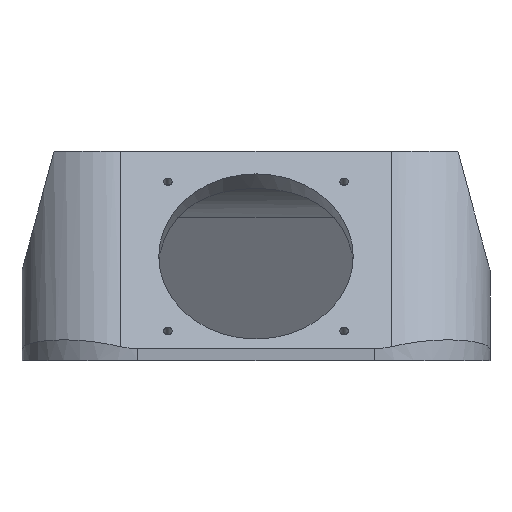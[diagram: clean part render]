
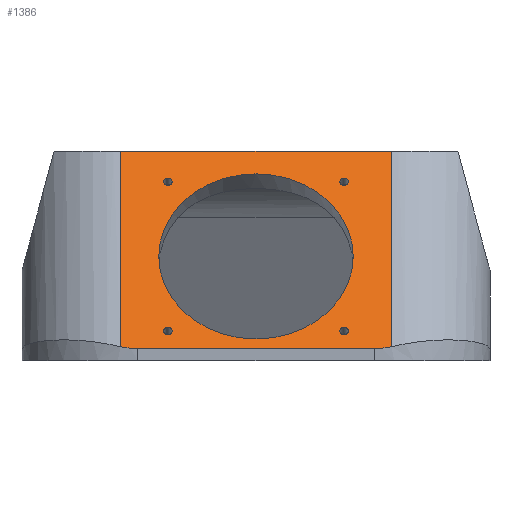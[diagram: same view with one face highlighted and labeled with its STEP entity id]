
A CAD part, front view. The second image highlights one B-rep face of the part: STEP entity #1386.
In plain terms, the highlighted planar face has unit normal (0, -0.849, 0.529).
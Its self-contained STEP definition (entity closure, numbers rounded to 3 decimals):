
#173=CARTESIAN_POINT('Vertex',(142.,-109.476,0.68)) ;
#177=CARTESIAN_POINT('Control Point',(138.064,-109.9,0.)) ;
#178=CARTESIAN_POINT('Control Point',(139.394,-109.813,0.139)) ;
#179=CARTESIAN_POINT('Control Point',(140.711,-109.67,0.369)) ;
#180=CARTESIAN_POINT('Control Point',(142.,-109.476,0.68)) ;
#181=CARTESIAN_POINT('Vertex',(138.064,-109.9,0.)) ;
#246=CARTESIAN_POINT('Vertex',(35.936,-109.9,0.)) ;
#250=CARTESIAN_POINT('Control Point',(35.936,-109.9,0.)) ;
#251=CARTESIAN_POINT('Control Point',(34.606,-109.813,0.139)) ;
#252=CARTESIAN_POINT('Control Point',(33.289,-109.67,0.369)) ;
#253=CARTESIAN_POINT('Control Point',(32.,-109.476,0.68)) ;
#254=CARTESIAN_POINT('Vertex',(32.,-109.476,0.68)) ;
#1248=CARTESIAN_POINT('Vertex',(142.,-60.,80.)) ;
#1251=CARTESIAN_POINT('Line Origine',(142.,-84.95,40.)) ;
#1266=CARTESIAN_POINT('Axis2P3D Location',(0.,-60.,80.)) ;
#1271=CARTESIAN_POINT('Line Origine',(87.,-60.,80.)) ;
#1275=CARTESIAN_POINT('Vertex',(32.,-60.,80.)) ;
#1278=CARTESIAN_POINT('Line Origine',(32.,-84.738,40.34)) ;
#1283=CARTESIAN_POINT('Line Origine',(87.,-109.9,0.)) ;
#1296=CARTESIAN_POINT('Axis2P3D Location',(87.,-86.614,37.333)) ;
#1300=CARTESIAN_POINT('Vertex',(126.5,-86.614,37.333)) ;
#1302=CARTESIAN_POINT('Vertex',(47.5,-86.614,37.333)) ;
#1305=CARTESIAN_POINT('Axis2P3D Location',(87.,-86.614,37.333)) ;
#1314=CARTESIAN_POINT('Axis2P3D Location',(122.75,-67.693,67.666)) ;
#1318=CARTESIAN_POINT('Vertex',(124.5,-67.693,67.666)) ;
#1320=CARTESIAN_POINT('Vertex',(121.,-67.693,67.666)) ;
#1323=CARTESIAN_POINT('Axis2P3D Location',(122.75,-67.693,67.666)) ;
#1332=CARTESIAN_POINT('Axis2P3D Location',(51.25,-67.693,67.666)) ;
#1336=CARTESIAN_POINT('Vertex',(53.,-67.693,67.666)) ;
#1338=CARTESIAN_POINT('Vertex',(49.5,-67.693,67.666)) ;
#1341=CARTESIAN_POINT('Axis2P3D Location',(51.25,-67.693,67.666)) ;
#1350=CARTESIAN_POINT('Axis2P3D Location',(122.75,-105.534,7.)) ;
#1354=CARTESIAN_POINT('Vertex',(124.5,-105.534,7.)) ;
#1356=CARTESIAN_POINT('Vertex',(121.,-105.534,7.)) ;
#1359=CARTESIAN_POINT('Axis2P3D Location',(122.75,-105.534,7.)) ;
#1368=CARTESIAN_POINT('Axis2P3D Location',(51.25,-105.534,7.)) ;
#1372=CARTESIAN_POINT('Vertex',(53.,-105.534,7.)) ;
#1374=CARTESIAN_POINT('Vertex',(49.5,-105.534,7.)) ;
#1377=CARTESIAN_POINT('Axis2P3D Location',(51.25,-105.534,7.)) ;
#1252=DIRECTION('Vector Direction',(0.,0.529,0.848)) ;
#1267=DIRECTION('Axis2P3D Direction',(0.,-0.848,0.529)) ;
#1268=DIRECTION('Axis2P3D XDirection',(0.,-0.529,-0.848)) ;
#1272=DIRECTION('Vector Direction',(1.,0.,0.)) ;
#1279=DIRECTION('Vector Direction',(0.,-0.529,-0.848)) ;
#1284=DIRECTION('Vector Direction',(1.,0.,0.)) ;
#1297=DIRECTION('Axis2P3D Direction',(0.,-0.848,0.529)) ;
#1306=DIRECTION('Axis2P3D Direction',(0.,-0.848,0.529)) ;
#1315=DIRECTION('Axis2P3D Direction',(0.,-0.848,0.529)) ;
#1324=DIRECTION('Axis2P3D Direction',(0.,-0.848,0.529)) ;
#1333=DIRECTION('Axis2P3D Direction',(0.,-0.848,0.529)) ;
#1342=DIRECTION('Axis2P3D Direction',(0.,-0.848,0.529)) ;
#1351=DIRECTION('Axis2P3D Direction',(0.,-0.848,0.529)) ;
#1360=DIRECTION('Axis2P3D Direction',(0.,-0.848,0.529)) ;
#1369=DIRECTION('Axis2P3D Direction',(0.,-0.848,0.529)) ;
#1378=DIRECTION('Axis2P3D Direction',(0.,-0.848,0.529)) ;
#1269=AXIS2_PLACEMENT_3D('Plane Axis2P3D',#1266,#1267,#1268) ;
#1298=AXIS2_PLACEMENT_3D('Circle Axis2P3D',#1296,#1297,$) ;
#1307=AXIS2_PLACEMENT_3D('Circle Axis2P3D',#1305,#1306,$) ;
#1316=AXIS2_PLACEMENT_3D('Circle Axis2P3D',#1314,#1315,$) ;
#1325=AXIS2_PLACEMENT_3D('Circle Axis2P3D',#1323,#1324,$) ;
#1334=AXIS2_PLACEMENT_3D('Circle Axis2P3D',#1332,#1333,$) ;
#1343=AXIS2_PLACEMENT_3D('Circle Axis2P3D',#1341,#1342,$) ;
#1352=AXIS2_PLACEMENT_3D('Circle Axis2P3D',#1350,#1351,$) ;
#1361=AXIS2_PLACEMENT_3D('Circle Axis2P3D',#1359,#1360,$) ;
#1370=AXIS2_PLACEMENT_3D('Circle Axis2P3D',#1368,#1369,$) ;
#1379=AXIS2_PLACEMENT_3D('Circle Axis2P3D',#1377,#1378,$) ;
#1289=ORIENTED_EDGE('',*,*,#1255,.F.) ;
#1290=ORIENTED_EDGE('',*,*,#1277,.F.) ;
#1291=ORIENTED_EDGE('',*,*,#1282,.F.) ;
#1292=ORIENTED_EDGE('',*,*,#256,.F.) ;
#1293=ORIENTED_EDGE('',*,*,#1287,.T.) ;
#1294=ORIENTED_EDGE('',*,*,#183,.F.) ;
#1311=ORIENTED_EDGE('',*,*,#1304,.F.) ;
#1312=ORIENTED_EDGE('',*,*,#1309,.F.) ;
#1329=ORIENTED_EDGE('',*,*,#1322,.F.) ;
#1330=ORIENTED_EDGE('',*,*,#1327,.F.) ;
#1347=ORIENTED_EDGE('',*,*,#1340,.F.) ;
#1348=ORIENTED_EDGE('',*,*,#1345,.F.) ;
#1365=ORIENTED_EDGE('',*,*,#1358,.F.) ;
#1366=ORIENTED_EDGE('',*,*,#1363,.F.) ;
#1383=ORIENTED_EDGE('',*,*,#1376,.F.) ;
#1384=ORIENTED_EDGE('',*,*,#1381,.F.) ;
#1313=FACE_BOUND('',#1310,.T.) ;
#1331=FACE_BOUND('',#1328,.T.) ;
#1349=FACE_BOUND('',#1346,.T.) ;
#1367=FACE_BOUND('',#1364,.T.) ;
#1385=FACE_BOUND('',#1382,.T.) ;
#1253=VECTOR('Line Direction',#1252,1.) ;
#1273=VECTOR('Line Direction',#1272,1.) ;
#1280=VECTOR('Line Direction',#1279,1.) ;
#1285=VECTOR('Line Direction',#1284,1.) ;
#1386=ADVANCED_FACE('Corps principal',(#1295,#1313,#1331,#1349,#1367,#1385),#1270,.T.) ;
#176=B_SPLINE_CURVE_WITH_KNOTS('',3,(#177,#178,#179,#180),.UNSPECIFIED.,.F.,.U.,(4,4),(0.,5.686),.UNSPECIFIED.) ;
#249=B_SPLINE_CURVE_WITH_KNOTS('',3,(#250,#251,#252,#253),.UNSPECIFIED.,.F.,.U.,(4,4),(0.,5.686),.UNSPECIFIED.) ;
#1299=CIRCLE('generated circle',#1298,39.5) ;
#1308=CIRCLE('generated circle',#1307,39.5) ;
#1317=CIRCLE('generated circle',#1316,1.75) ;
#1326=CIRCLE('generated circle',#1325,1.75) ;
#1335=CIRCLE('generated circle',#1334,1.75) ;
#1344=CIRCLE('generated circle',#1343,1.75) ;
#1353=CIRCLE('generated circle',#1352,1.75) ;
#1362=CIRCLE('generated circle',#1361,1.75) ;
#1371=CIRCLE('generated circle',#1370,1.75) ;
#1380=CIRCLE('generated circle',#1379,1.75) ;
#183=EDGE_CURVE('',#174,#182,#176,.F.) ;
#256=EDGE_CURVE('',#247,#255,#249,.T.) ;
#1255=EDGE_CURVE('',#1249,#174,#1254,.F.) ;
#1277=EDGE_CURVE('',#1276,#1249,#1274,.T.) ;
#1282=EDGE_CURVE('',#255,#1276,#1281,.F.) ;
#1287=EDGE_CURVE('',#247,#182,#1286,.T.) ;
#1304=EDGE_CURVE('',#1301,#1303,#1299,.T.) ;
#1309=EDGE_CURVE('',#1303,#1301,#1308,.T.) ;
#1322=EDGE_CURVE('',#1319,#1321,#1317,.T.) ;
#1327=EDGE_CURVE('',#1321,#1319,#1326,.T.) ;
#1340=EDGE_CURVE('',#1337,#1339,#1335,.T.) ;
#1345=EDGE_CURVE('',#1339,#1337,#1344,.T.) ;
#1358=EDGE_CURVE('',#1355,#1357,#1353,.T.) ;
#1363=EDGE_CURVE('',#1357,#1355,#1362,.T.) ;
#1376=EDGE_CURVE('',#1373,#1375,#1371,.T.) ;
#1381=EDGE_CURVE('',#1375,#1373,#1380,.T.) ;
#1288=EDGE_LOOP('',(#1289,#1290,#1291,#1292,#1293,#1294)) ;
#1310=EDGE_LOOP('',(#1311,#1312)) ;
#1328=EDGE_LOOP('',(#1329,#1330)) ;
#1346=EDGE_LOOP('',(#1347,#1348)) ;
#1364=EDGE_LOOP('',(#1365,#1366)) ;
#1382=EDGE_LOOP('',(#1383,#1384)) ;
#1295=FACE_OUTER_BOUND('',#1288,.T.) ;
#1254=LINE('Line',#1251,#1253) ;
#1274=LINE('Line',#1271,#1273) ;
#1281=LINE('Line',#1278,#1280) ;
#1286=LINE('Line',#1283,#1285) ;
#1270=PLANE('',#1269) ;
#174=VERTEX_POINT('',#173) ;
#182=VERTEX_POINT('',#181) ;
#247=VERTEX_POINT('',#246) ;
#255=VERTEX_POINT('',#254) ;
#1249=VERTEX_POINT('',#1248) ;
#1276=VERTEX_POINT('',#1275) ;
#1301=VERTEX_POINT('',#1300) ;
#1303=VERTEX_POINT('',#1302) ;
#1319=VERTEX_POINT('',#1318) ;
#1321=VERTEX_POINT('',#1320) ;
#1337=VERTEX_POINT('',#1336) ;
#1339=VERTEX_POINT('',#1338) ;
#1355=VERTEX_POINT('',#1354) ;
#1357=VERTEX_POINT('',#1356) ;
#1373=VERTEX_POINT('',#1372) ;
#1375=VERTEX_POINT('',#1374) ;
